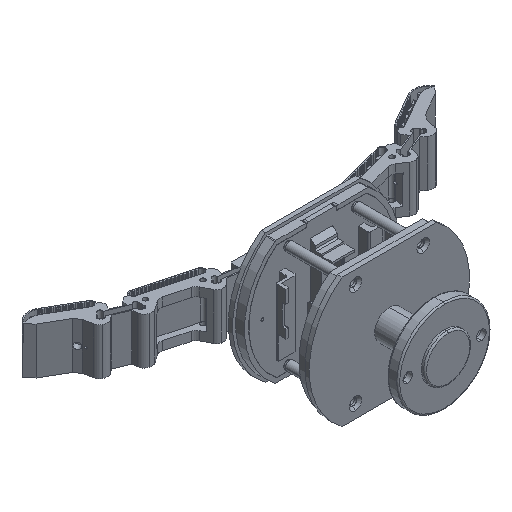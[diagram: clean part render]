
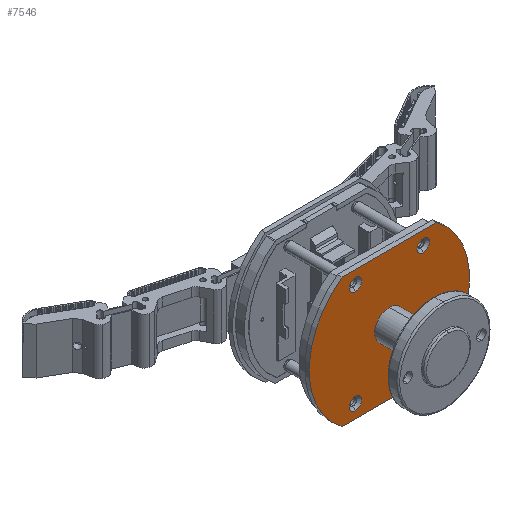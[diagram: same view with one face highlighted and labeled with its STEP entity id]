
A CAD part, isometric view. The second image highlights one B-rep face of the part: STEP entity #7546.
In plain terms, the highlighted planar face has unit normal (0, -1, 0).
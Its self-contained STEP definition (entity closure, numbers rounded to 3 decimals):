
#71 = CARTESIAN_POINT ( 'NONE',  ( 23., 0., -35. ) ) ;
#93 = AXIS2_PLACEMENT_3D ( 'NONE', #14627, #15488, #885 ) ;
#103 = ORIENTED_EDGE ( 'NONE', *, *, #24138, .F. ) ;
#185 = CARTESIAN_POINT ( 'NONE',  ( -23., 0., 35. ) ) ;
#548 = VECTOR ( 'NONE', #9204, 1000. ) ;
#739 = ORIENTED_EDGE ( 'NONE', *, *, #5094, .T. ) ;
#877 = VERTEX_POINT ( 'NONE', #11269 ) ;
#885 = DIRECTION ( 'NONE',  ( 0., 0., -1. ) ) ;
#968 = DIRECTION ( 'NONE',  ( 0., 0., -1. ) ) ;
#1086 = CIRCLE ( 'NONE', #16259, 54.5 ) ;
#1426 = ORIENTED_EDGE ( 'NONE', *, *, #3090, .F. ) ;
#1566 = EDGE_CURVE ( 'NONE', #23390, #17867, #1086, .T. ) ;
#1597 = EDGE_LOOP ( 'NONE', ( #9196, #10220 ) ) ;
#1637 = ORIENTED_EDGE ( 'NONE', *, *, #1566, .T. ) ;
#1678 = VERTEX_POINT ( 'NONE', #16936 ) ;
#2022 = VERTEX_POINT ( 'NONE', #16534 ) ;
#2405 = EDGE_CURVE ( 'NONE', #10534, #23781, #14646, .T. ) ;
#2508 = AXIS2_PLACEMENT_3D ( 'NONE', #185, #8019, #15856 ) ;
#2907 = CARTESIAN_POINT ( 'NONE',  ( -32.16, 0., 44. ) ) ;
#2985 = VERTEX_POINT ( 'NONE', #24893 ) ;
#3090 = EDGE_CURVE ( 'NONE', #20816, #15106, #20813, .T. ) ;
#3216 = CARTESIAN_POINT ( 'NONE',  ( 23., 0., 35. ) ) ;
#3585 = AXIS2_PLACEMENT_3D ( 'NONE', #24450, #24198, #968 ) ;
#3931 = EDGE_CURVE ( 'NONE', #7084, #1678, #21629, .T. ) ;
#3973 = CARTESIAN_POINT ( 'NONE',  ( 32.16, 0., -44. ) ) ;
#4205 = VERTEX_POINT ( 'NONE', #4370 ) ;
#4370 = CARTESIAN_POINT ( 'NONE',  ( 23., 0., -30.784 ) ) ;
#4470 = EDGE_CURVE ( 'NONE', #17867, #13079, #5749, .T. ) ;
#5025 = EDGE_LOOP ( 'NONE', ( #8158, #739, #7617, #1637 ) ) ;
#5094 = EDGE_CURVE ( 'NONE', #13079, #877, #22887, .T. ) ;
#5470 = AXIS2_PLACEMENT_3D ( 'NONE', #23985, #22172, #18458 ) ;
#5749 = LINE ( 'NONE', #17045, #13019 ) ;
#5891 = FACE_OUTER_BOUND ( 'NONE', #5025, .T. ) ;
#6174 = CARTESIAN_POINT ( 'NONE',  ( 23., 0., 39.216 ) ) ;
#6786 = CIRCLE ( 'NONE', #16603, 4.216 ) ;
#6934 = DIRECTION ( 'NONE',  ( 0., 0., 1. ) ) ;
#6963 = CIRCLE ( 'NONE', #17199, 10. ) ;
#7084 = VERTEX_POINT ( 'NONE', #6174 ) ;
#7154 = LINE ( 'NONE', #9458, #548 ) ;
#7435 = AXIS2_PLACEMENT_3D ( 'NONE', #11546, #25392, #15525 ) ;
#7546 = ADVANCED_FACE ( 'NONE', ( #5891, #11674, #17445, #21422, #25264, #13850 ), #19503, .F. ) ;
#7617 = ORIENTED_EDGE ( 'NONE', *, *, #10769, .T. ) ;
#7909 = DIRECTION ( 'NONE',  ( 0., -1., 0. ) ) ;
#8019 = DIRECTION ( 'NONE',  ( 0., -1., 0. ) ) ;
#8106 = ORIENTED_EDGE ( 'NONE', *, *, #10675, .F. ) ;
#8158 = ORIENTED_EDGE ( 'NONE', *, *, #4470, .T. ) ;
#8428 = EDGE_CURVE ( 'NONE', #23781, #10534, #16433, .T. ) ;
#8957 = AXIS2_PLACEMENT_3D ( 'NONE', #12137, #21881, #23939 ) ;
#9084 = EDGE_CURVE ( 'NONE', #1678, #7084, #9487, .T. ) ;
#9196 = ORIENTED_EDGE ( 'NONE', *, *, #9084, .F. ) ;
#9204 = DIRECTION ( 'NONE',  ( 1., 0., 0. ) ) ;
#9458 = CARTESIAN_POINT ( 'NONE',  ( 0., 0., -44. ) ) ;
#9474 = EDGE_LOOP ( 'NONE', ( #15941, #22643 ) ) ;
#9487 = CIRCLE ( 'NONE', #23832, 4.216 ) ;
#10220 = ORIENTED_EDGE ( 'NONE', *, *, #3931, .F. ) ;
#10534 = VERTEX_POINT ( 'NONE', #21808 ) ;
#10675 = EDGE_CURVE ( 'NONE', #4205, #2985, #20624, .T. ) ;
#10769 = EDGE_CURVE ( 'NONE', #877, #23390, #7154, .T. ) ;
#11269 = CARTESIAN_POINT ( 'NONE',  ( -32.16, 0., -44. ) ) ;
#11546 = CARTESIAN_POINT ( 'NONE',  ( 0., 0., 0. ) ) ;
#11674 = FACE_BOUND ( 'NONE', #13298, .T. ) ;
#12137 = CARTESIAN_POINT ( 'NONE',  ( 0., 0., 0. ) ) ;
#12706 = DIRECTION ( 'NONE',  ( 0., -1., 0. ) ) ;
#12917 = CARTESIAN_POINT ( 'NONE',  ( 0., 0., -10. ) ) ;
#13019 = VECTOR ( 'NONE', #21023, 1000. ) ;
#13079 = VERTEX_POINT ( 'NONE', #2907 ) ;
#13298 = EDGE_LOOP ( 'NONE', ( #23877, #103 ) ) ;
#13850 = FACE_BOUND ( 'NONE', #15314, .T. ) ;
#13987 = DIRECTION ( 'NONE',  ( 0., 0., 1. ) ) ;
#13991 = CARTESIAN_POINT ( 'NONE',  ( -23., 0., -35. ) ) ;
#14603 = EDGE_CURVE ( 'NONE', #2985, #4205, #6786, .T. ) ;
#14627 = CARTESIAN_POINT ( 'NONE',  ( -23., 0., -35. ) ) ;
#14646 = CIRCLE ( 'NONE', #3585, 4.216 ) ;
#14761 = CARTESIAN_POINT ( 'NONE',  ( 23., 0., 35. ) ) ;
#15106 = VERTEX_POINT ( 'NONE', #18132 ) ;
#15314 = EDGE_LOOP ( 'NONE', ( #1426, #23763 ) ) ;
#15488 = DIRECTION ( 'NONE',  ( 0., -1., 0. ) ) ;
#15525 = DIRECTION ( 'NONE',  ( 1., 0., 0. ) ) ;
#15583 = VERTEX_POINT ( 'NONE', #12917 ) ;
#15646 = CARTESIAN_POINT ( 'NONE',  ( -23., 0., 30.784 ) ) ;
#15856 = DIRECTION ( 'NONE',  ( 0., 0., -1. ) ) ;
#15908 = AXIS2_PLACEMENT_3D ( 'NONE', #3216, #16445, #24771 ) ;
#15941 = ORIENTED_EDGE ( 'NONE', *, *, #8428, .F. ) ;
#16259 = AXIS2_PLACEMENT_3D ( 'NONE', #18245, #12706, #6934 ) ;
#16433 = CIRCLE ( 'NONE', #2508, 4.216 ) ;
#16445 = DIRECTION ( 'NONE',  ( 0., -1., 0. ) ) ;
#16493 = CIRCLE ( 'NONE', #93, 4.216 ) ;
#16534 = CARTESIAN_POINT ( 'NONE',  ( 0., 0., 10. ) ) ;
#16603 = AXIS2_PLACEMENT_3D ( 'NONE', #71, #7909, #19847 ) ;
#16893 = CARTESIAN_POINT ( 'NONE',  ( 0., 0., 0. ) ) ;
#16936 = CARTESIAN_POINT ( 'NONE',  ( 23., 0., 30.784 ) ) ;
#16975 = CARTESIAN_POINT ( 'NONE',  ( 32.16, 0., 44. ) ) ;
#17045 = CARTESIAN_POINT ( 'NONE',  ( 0., 0., 44. ) ) ;
#17131 = AXIS2_PLACEMENT_3D ( 'NONE', #13991, #23733, #23476 ) ;
#17189 = DIRECTION ( 'NONE',  ( 0., 0., -1. ) ) ;
#17199 = AXIS2_PLACEMENT_3D ( 'NONE', #17585, #21930, #13987 ) ;
#17345 = ORIENTED_EDGE ( 'NONE', *, *, #14603, .F. ) ;
#17445 = FACE_BOUND ( 'NONE', #9474, .T. ) ;
#17585 = CARTESIAN_POINT ( 'NONE',  ( 0., 0., 0. ) ) ;
#17709 = CIRCLE ( 'NONE', #19349, 10. ) ;
#17867 = VERTEX_POINT ( 'NONE', #16975 ) ;
#18132 = CARTESIAN_POINT ( 'NONE',  ( -23., 0., -30.784 ) ) ;
#18245 = CARTESIAN_POINT ( 'NONE',  ( 0., 0., 0. ) ) ;
#18458 = DIRECTION ( 'NONE',  ( 0., 0., -1. ) ) ;
#18496 = EDGE_CURVE ( 'NONE', #2022, #15583, #6963, .T. ) ;
#19349 = AXIS2_PLACEMENT_3D ( 'NONE', #16893, #21253, #24714 ) ;
#19503 = PLANE ( 'NONE',  #7435 ) ;
#19657 = EDGE_LOOP ( 'NONE', ( #17345, #8106 ) ) ;
#19847 = DIRECTION ( 'NONE',  ( 0., 0., -1. ) ) ;
#20624 = CIRCLE ( 'NONE', #5470, 4.216 ) ;
#20813 = CIRCLE ( 'NONE', #17131, 4.216 ) ;
#20816 = VERTEX_POINT ( 'NONE', #20990 ) ;
#20990 = CARTESIAN_POINT ( 'NONE',  ( -23., 0., -39.216 ) ) ;
#21023 = DIRECTION ( 'NONE',  ( -1., 0., 0. ) ) ;
#21170 = DIRECTION ( 'NONE',  ( 0., -1., 0. ) ) ;
#21253 = DIRECTION ( 'NONE',  ( 0., -1., 0. ) ) ;
#21422 = FACE_BOUND ( 'NONE', #1597, .T. ) ;
#21629 = CIRCLE ( 'NONE', #15908, 4.216 ) ;
#21808 = CARTESIAN_POINT ( 'NONE',  ( -23., 0., 39.216 ) ) ;
#21881 = DIRECTION ( 'NONE',  ( 0., -1., 0. ) ) ;
#21930 = DIRECTION ( 'NONE',  ( 0., -1., 0. ) ) ;
#22048 = EDGE_CURVE ( 'NONE', #15106, #20816, #16493, .T. ) ;
#22172 = DIRECTION ( 'NONE',  ( 0., -1., 0. ) ) ;
#22643 = ORIENTED_EDGE ( 'NONE', *, *, #2405, .F. ) ;
#22887 = CIRCLE ( 'NONE', #8957, 54.5 ) ;
#23390 = VERTEX_POINT ( 'NONE', #3973 ) ;
#23476 = DIRECTION ( 'NONE',  ( 0., 0., -1. ) ) ;
#23733 = DIRECTION ( 'NONE',  ( 0., -1., 0. ) ) ;
#23763 = ORIENTED_EDGE ( 'NONE', *, *, #22048, .F. ) ;
#23781 = VERTEX_POINT ( 'NONE', #15646 ) ;
#23832 = AXIS2_PLACEMENT_3D ( 'NONE', #14761, #21170, #17189 ) ;
#23877 = ORIENTED_EDGE ( 'NONE', *, *, #18496, .F. ) ;
#23939 = DIRECTION ( 'NONE',  ( 0., 0., 1. ) ) ;
#23985 = CARTESIAN_POINT ( 'NONE',  ( 23., 0., -35. ) ) ;
#24138 = EDGE_CURVE ( 'NONE', #15583, #2022, #17709, .T. ) ;
#24198 = DIRECTION ( 'NONE',  ( 0., -1., 0. ) ) ;
#24450 = CARTESIAN_POINT ( 'NONE',  ( -23., 0., 35. ) ) ;
#24714 = DIRECTION ( 'NONE',  ( 0., 0., 1. ) ) ;
#24771 = DIRECTION ( 'NONE',  ( 0., 0., -1. ) ) ;
#24893 = CARTESIAN_POINT ( 'NONE',  ( 23., 0., -39.216 ) ) ;
#25264 = FACE_BOUND ( 'NONE', #19657, .T. ) ;
#25392 = DIRECTION ( 'NONE',  ( 0., 1., 0. ) ) ;
